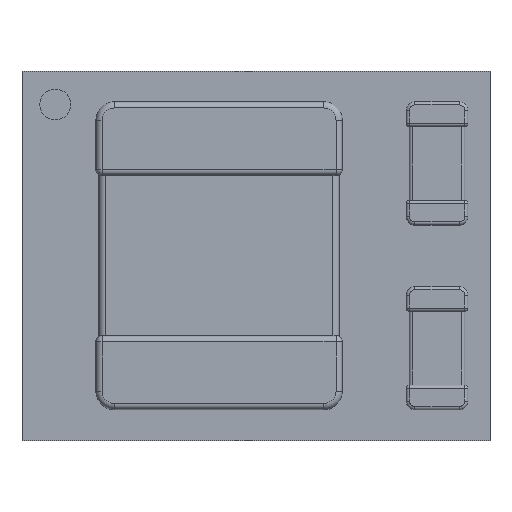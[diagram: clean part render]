
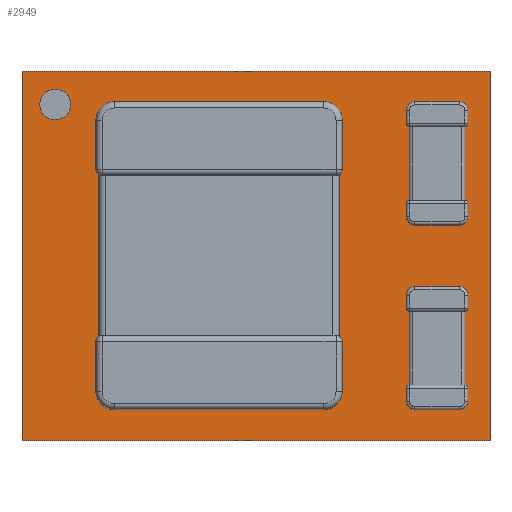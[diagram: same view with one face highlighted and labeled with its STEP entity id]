
A CAD part, top view. The second image highlights one B-rep face of the part: STEP entity #2949.
In plain terms, the highlighted face is planar.
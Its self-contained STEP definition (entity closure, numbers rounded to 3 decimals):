
#2772=DIRECTION('',(0.,0.,1.));
#2773=VECTOR('',#2772,3.);
#2774=CARTESIAN_POINT('',(-1.9,0.025,-1.5));
#2775=LINE('',#2774,#2773);
#2779=DIRECTION('',(-1.,0.,0.));
#2780=VECTOR('',#2779,3.8);
#2781=CARTESIAN_POINT('',(1.9,0.025,-1.5));
#2782=LINE('',#2781,#2780);
#2786=DIRECTION('',(0.,0.,-1.));
#2787=VECTOR('',#2786,3.);
#2788=CARTESIAN_POINT('',(1.9,0.025,1.5));
#2789=LINE('',#2788,#2787);
#2793=DIRECTION('',(1.,0.,0.));
#2794=VECTOR('',#2793,3.8);
#2795=CARTESIAN_POINT('',(-1.9,0.025,1.5));
#2796=LINE('',#2795,#2794);
#2800=CARTESIAN_POINT('',(-1.63,0.025,-1.23));
#2801=DIRECTION('',(0.,-1.,0.));
#2802=DIRECTION('',(1.,0.,0.));
#2803=AXIS2_PLACEMENT_3D('',#2800,#2801,#2802);
#2808=CARTESIAN_POINT('',(-1.63,0.025,-1.23));
#2809=DIRECTION('',(0.,-1.,0.));
#2810=DIRECTION('',(-1.,0.,0.));
#2811=AXIS2_PLACEMENT_3D('',#2808,#2809,#2810);
#2838=CARTESIAN_POINT('',(-1.9,0.025,-1.5));
#2839=CARTESIAN_POINT('',(-1.9,0.025,1.5));
#2840=VERTEX_POINT('',#2838);
#2841=VERTEX_POINT('',#2839);
#2842=CARTESIAN_POINT('',(1.9,0.025,1.5));
#2843=VERTEX_POINT('',#2842);
#2844=CARTESIAN_POINT('',(1.9,0.025,-1.5));
#2845=VERTEX_POINT('',#2844);
#2850=CARTESIAN_POINT('',(-1.505,0.025,-1.23));
#2851=CARTESIAN_POINT('',(-1.755,0.025,-1.23));
#2852=VERTEX_POINT('',#2850);
#2853=VERTEX_POINT('',#2851);
#2932=CARTESIAN_POINT('',(0.,0.025,0.));
#2933=DIRECTION('',(0.,1.,0.));
#2934=DIRECTION('',(1.,0.,0.));
#2935=AXIS2_PLACEMENT_3D('',#2932,#2933,#2934);
#2936=PLANE('',#2935);
#2937=ORIENTED_EDGE('',*,*,#2884,.F.);
#2938=ORIENTED_EDGE('',*,*,#2899,.F.);
#2939=ORIENTED_EDGE('',*,*,#2913,.F.);
#2940=ORIENTED_EDGE('',*,*,#2926,.F.);
#2941=EDGE_LOOP('',(#2937,#2938,#2939,#2940));
#2942=FACE_OUTER_BOUND('',#2941,.F.);
#2944=ORIENTED_EDGE('',*,*,#2943,.F.);
#2946=ORIENTED_EDGE('',*,*,#2945,.F.);
#2947=EDGE_LOOP('',(#2944,#2946));
#2948=FACE_BOUND('',#2947,.F.);
#2949=ADVANCED_FACE('',(#2942,#2948),#2936,.T.);
#2804=CIRCLE('',#2803,0.125);
#2812=CIRCLE('',#2811,0.125);
#2884=EDGE_CURVE('',#2840,#2841,#2775,.T.);
#2899=EDGE_CURVE('',#2845,#2840,#2782,.T.);
#2913=EDGE_CURVE('',#2843,#2845,#2789,.T.);
#2926=EDGE_CURVE('',#2841,#2843,#2796,.T.);
#2943=EDGE_CURVE('',#2852,#2853,#2804,.T.);
#2945=EDGE_CURVE('',#2853,#2852,#2812,.T.);
